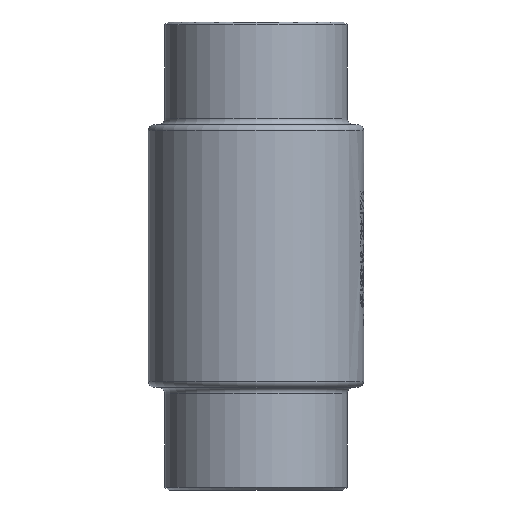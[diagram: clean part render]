
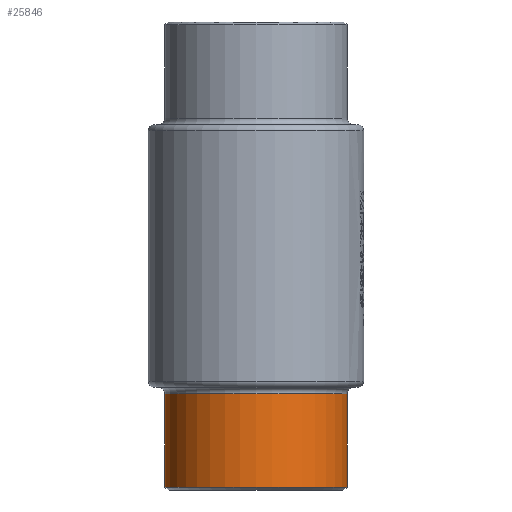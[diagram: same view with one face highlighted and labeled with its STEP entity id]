
A CAD part, front view. The second image highlights one B-rep face of the part: STEP entity #25846.
In plain terms, the highlighted cylindrical face has radius 44.45 mm (diameter 88.9 mm), a partial arc.
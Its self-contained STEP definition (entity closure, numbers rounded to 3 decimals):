
#517 = EDGE_CURVE ( 'NONE', #8403, #22035, #9059, .T. ) ;
#2158 = ORIENTED_EDGE ( 'NONE', *, *, #517, .F. ) ;
#2255 = DIRECTION ( 'NONE',  ( 0., 0., -1. ) ) ;
#2697 = CYLINDRICAL_SURFACE ( 'NONE', #28523, 44.45 ) ;
#3377 = CARTESIAN_POINT ( 'NONE',  ( 0., 0., -181. ) ) ;
#3539 = DIRECTION ( 'NONE',  ( 1., 0., 0. ) ) ;
#3665 = DIRECTION ( 'NONE',  ( 0., 0., -1. ) ) ;
#5050 = CARTESIAN_POINT ( 'NONE',  ( -44.45, 0., -181. ) ) ;
#5569 = CARTESIAN_POINT ( 'NONE',  ( 0., 0., -226.73 ) ) ;
#5704 = DIRECTION ( 'NONE',  ( 0., 0., 1. ) ) ;
#6312 = EDGE_CURVE ( 'NONE', #23546, #22035, #15860, .T. ) ;
#6749 = CARTESIAN_POINT ( 'NONE',  ( 0., 0., -228. ) ) ;
#6873 = CARTESIAN_POINT ( 'NONE',  ( 44.45, 0., -228. ) ) ;
#6944 = EDGE_CURVE ( 'NONE', #8403, #9238, #9389, .T. ) ;
#7520 = CARTESIAN_POINT ( 'NONE',  ( -44.45, 0., -228. ) ) ;
#7671 = VECTOR ( 'NONE', #25077, 1000. ) ;
#8203 = ORIENTED_EDGE ( 'NONE', *, *, #6312, .T. ) ;
#8403 = VERTEX_POINT ( 'NONE', #24055 ) ;
#9059 = LINE ( 'NONE', #6873, #17259 ) ;
#9238 = VERTEX_POINT ( 'NONE', #5050 ) ;
#9389 = CIRCLE ( 'NONE', #10767, 44.45 ) ;
#10015 = EDGE_CURVE ( 'NONE', #9238, #23546, #27394, .T. ) ;
#10767 = AXIS2_PLACEMENT_3D ( 'NONE', #3377, #3665, #21357 ) ;
#12470 = ORIENTED_EDGE ( 'NONE', *, *, #6944, .T. ) ;
#15723 = DIRECTION ( 'NONE',  ( 0., 0., -1. ) ) ;
#15860 = CIRCLE ( 'NONE', #19557, 44.45 ) ;
#17259 = VECTOR ( 'NONE', #15723, 1000. ) ;
#17930 = FACE_OUTER_BOUND ( 'NONE', #20961, .T. ) ;
#18924 = ORIENTED_EDGE ( 'NONE', *, *, #10015, .T. ) ;
#19557 = AXIS2_PLACEMENT_3D ( 'NONE', #5569, #5704, #3539 ) ;
#19708 = CARTESIAN_POINT ( 'NONE',  ( 44.45, 0., -226.73 ) ) ;
#20145 = CARTESIAN_POINT ( 'NONE',  ( -44.45, 0., -226.73 ) ) ;
#20961 = EDGE_LOOP ( 'NONE', ( #12470, #18924, #8203, #2158 ) ) ;
#21357 = DIRECTION ( 'NONE',  ( 1., 0., 0. ) ) ;
#22035 = VERTEX_POINT ( 'NONE', #19708 ) ;
#23546 = VERTEX_POINT ( 'NONE', #20145 ) ;
#24055 = CARTESIAN_POINT ( 'NONE',  ( 44.45, 0., -181. ) ) ;
#25077 = DIRECTION ( 'NONE',  ( 0., 0., -1. ) ) ;
#25846 = ADVANCED_FACE ( 'NONE', ( #17930 ), #2697, .T. ) ;
#26776 = DIRECTION ( 'NONE',  ( 1., 0., 0. ) ) ;
#27394 = LINE ( 'NONE', #7520, #7671 ) ;
#28523 = AXIS2_PLACEMENT_3D ( 'NONE', #6749, #2255, #26776 ) ;
